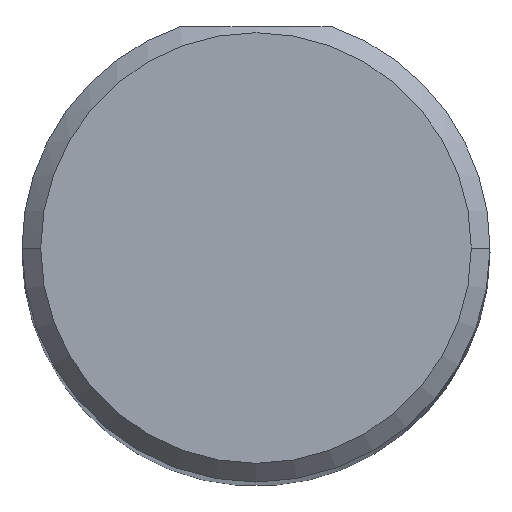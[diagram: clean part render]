
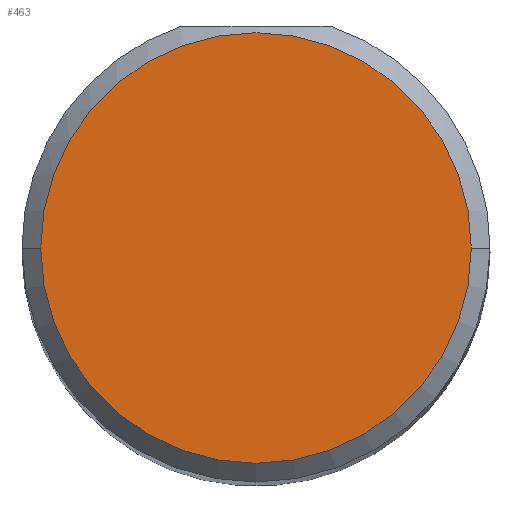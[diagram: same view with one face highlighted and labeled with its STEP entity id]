
A CAD part, top view. The second image highlights one B-rep face of the part: STEP entity #463.
In plain terms, the highlighted planar face has unit normal (0, 0, 1).
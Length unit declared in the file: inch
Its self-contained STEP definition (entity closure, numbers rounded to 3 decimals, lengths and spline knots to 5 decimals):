
#14 = AXIS2_PLACEMENT_3D ( 'NONE', #214, #460, #126 ) ;
#24 = AXIS2_PLACEMENT_3D ( 'NONE', #455, #527, #44 ) ;
#25 = EDGE_CURVE ( 'NONE', #497, #428, #38, .T. ) ;
#38 = CIRCLE ( 'NONE', #14, 0.1725 ) ;
#44 = DIRECTION ( 'NONE',  ( 1., 0., 0. ) ) ;
#54 = AXIS2_PLACEMENT_3D ( 'NONE', #122, #207, #326 ) ;
#72 = EDGE_LOOP ( 'NONE', ( #468, #222 ) ) ;
#86 = PLANE ( 'NONE',  #54 ) ;
#122 = CARTESIAN_POINT ( 'NONE',  ( 0., 0., 2.5 ) ) ;
#125 = FACE_OUTER_BOUND ( 'NONE', #72, .T. ) ;
#126 = DIRECTION ( 'NONE',  ( 1., 0., 0. ) ) ;
#170 = CARTESIAN_POINT ( 'NONE',  ( -0.1725, 0., 2.5 ) ) ;
#207 = DIRECTION ( 'NONE',  ( 0., 0., 1. ) ) ;
#214 = CARTESIAN_POINT ( 'NONE',  ( 0., 0., 2.5 ) ) ;
#222 = ORIENTED_EDGE ( 'NONE', *, *, #25, .T. ) ;
#260 = CIRCLE ( 'NONE', #24, 0.1725 ) ;
#287 = CARTESIAN_POINT ( 'NONE',  ( 0.1725, 0., 2.5 ) ) ;
#326 = DIRECTION ( 'NONE',  ( 1., 0., 0. ) ) ;
#428 = VERTEX_POINT ( 'NONE', #170 ) ;
#455 = CARTESIAN_POINT ( 'NONE',  ( 0., 0., 2.5 ) ) ;
#459 = EDGE_CURVE ( 'NONE', #428, #497, #260, .T. ) ;
#460 = DIRECTION ( 'NONE',  ( 0., 0., 1. ) ) ;
#463 = ADVANCED_FACE ( 'NONE', ( #125 ), #86, .T. ) ;
#468 = ORIENTED_EDGE ( 'NONE', *, *, #459, .T. ) ;
#497 = VERTEX_POINT ( 'NONE', #287 ) ;
#527 = DIRECTION ( 'NONE',  ( 0., 0., 1. ) ) ;
